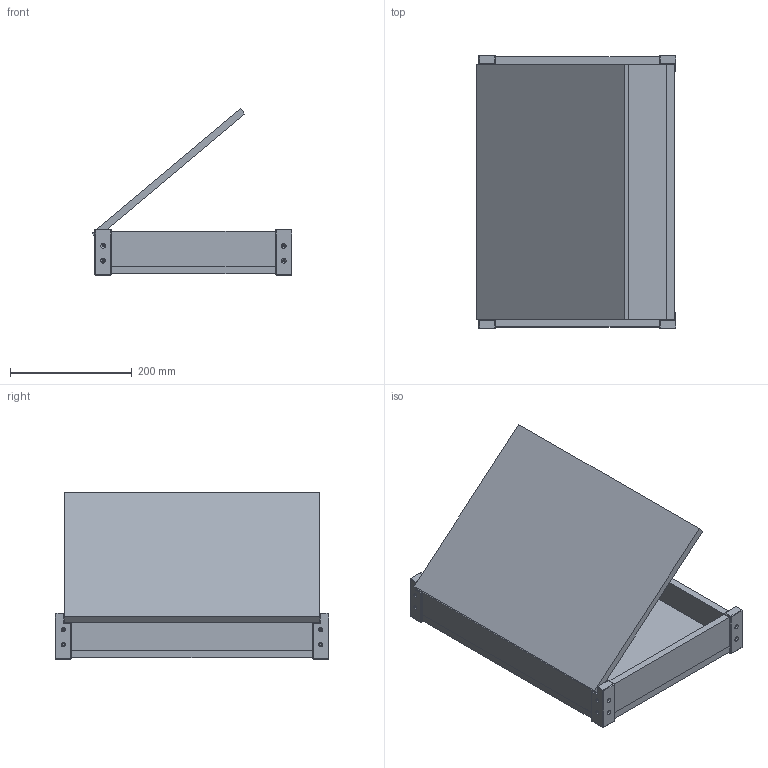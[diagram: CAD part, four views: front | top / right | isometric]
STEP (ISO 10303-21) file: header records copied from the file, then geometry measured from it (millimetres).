
FILE_DESCRIPTION(('HOOPS Exchange Step'),'2;1');
FILE_NAME('temp_export','2023-01-05T13:48:56-05:00',('aiannazzone'),('Shapr3D Limited'),'HOOPS Exchange 2022.1','Shapr3D','Authorized');
FILE_SCHEMA( ('AUTOMOTIVE_DESIGN { 1 0 10303 214 1 1 1 1 }') );
Length unit declared in the file: millimetre
Products named in the file (4): Corner Bumpers; Box (1); Thin top 2; root
Assembly tree (3 placements, depth 3):
  root
    Thin top 2
      Corner Bumpers
      Box (1)
Bounding box: 328.71 x 450 x 274.5 mm (x, y, z)
Volume: 4254518.3 mm3; surface area: 815226.5 mm2
Topology: 10 solids, 10 shells, 216 faces, 484 edges, 288 vertices
Faces by surface type: plane 184, cylinder 16, cone 16
Full cylindrical faces by diameter (mm): 3.2 x16
Entity records: 5953 total; most frequent: DIRECTION 996, CARTESIAN_POINT 992, ORIENTED_EDGE 968, EDGE_CURVE 484, VECTOR 412, LINE 412, AXIS2_PLACEMENT_3D 292, VERTEX_POINT 288
